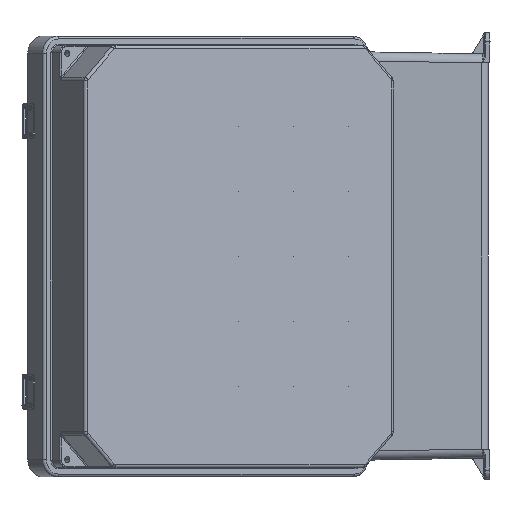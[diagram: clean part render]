
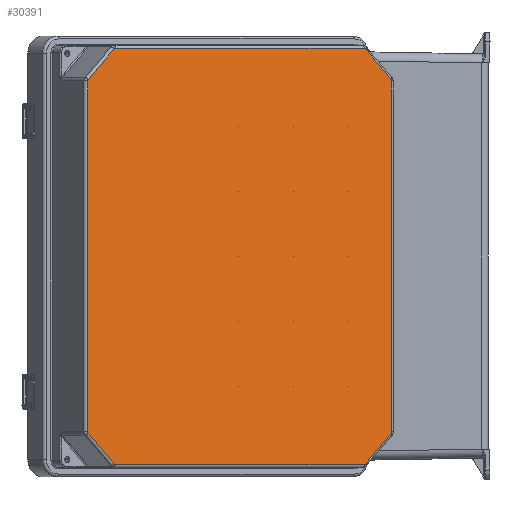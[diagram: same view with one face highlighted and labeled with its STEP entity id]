
A CAD part, left-side view. The second image highlights one B-rep face of the part: STEP entity #30391.
In plain terms, the highlighted face is planar.
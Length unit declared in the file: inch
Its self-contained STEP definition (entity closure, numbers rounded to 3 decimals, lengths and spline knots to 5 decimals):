
#271 = CARTESIAN_POINT ( 'NONE',  ( 5.1533, 3.24803, -14.87064 ) ) ;
#1021 = AXIS2_PLACEMENT_3D ( 'NONE', #33609, #15960, #36574 ) ;
#1104 = CARTESIAN_POINT ( 'NONE',  ( -6.21316, 3.24803, -1.50418 ) ) ;
#1463 = CARTESIAN_POINT ( 'NONE',  ( -6.21316, 3.24803, -1.50418 ) ) ;
#1475 = CARTESIAN_POINT ( 'NONE',  ( 5.09763, 3.24803, -0.42126 ) ) ;
#2090 = DIRECTION ( 'NONE',  ( 0., -1., 0. ) ) ;
#2152 = EDGE_CURVE ( 'NONE', #32030, #4796, #20961, .T. ) ;
#2525 = VECTOR ( 'NONE', #21538, 39.37008 ) ;
#3233 = AXIS2_PLACEMENT_3D ( 'NONE', #10277, #30876, #13262 ) ;
#4184 = VECTOR ( 'NONE', #16192, 39.37008 ) ;
#4796 = VERTEX_POINT ( 'NONE', #26902 ) ;
#5755 = CARTESIAN_POINT ( 'NONE',  ( 6.23622, 3.24803, -7.65748 ) ) ;
#5966 = CARTESIAN_POINT ( 'NONE',  ( 0., 3.24803, -0.32283 ) ) ;
#6333 = VERTEX_POINT ( 'NONE', #29503 ) ;
#6376 = CARTESIAN_POINT ( 'NONE',  ( -6.15748, 3.24803, -13.75511 ) ) ;
#6439 = ORIENTED_EDGE ( 'NONE', *, *, #17013, .F. ) ;
#6729 = VERTEX_POINT ( 'NONE', #36610 ) ;
#7236 = CARTESIAN_POINT ( 'NONE',  ( -5.1533, 3.24803, -14.87064 ) ) ;
#7482 = EDGE_CURVE ( 'NONE', #31454, #11500, #22993, .T. ) ;
#7490 = ORIENTED_EDGE ( 'NONE', *, *, #18258, .F. ) ;
#7560 = VECTOR ( 'NONE', #34449, 39.37008 ) ;
#7738 = LINE ( 'NONE', #31482, #7560 ) ;
#8277 = DIRECTION ( 'NONE',  ( 0., -1., 0. ) ) ;
#8738 = DIRECTION ( 'NONE',  ( 0.707, 0., 0.707 ) ) ;
#8814 = ORIENTED_EDGE ( 'NONE', *, *, #37108, .T. ) ;
#9334 = DIRECTION ( 'NONE',  ( 0., 0., -1. ) ) ;
#10193 = VERTEX_POINT ( 'NONE', #30238 ) ;
#10207 = CARTESIAN_POINT ( 'NONE',  ( -5.09763, 3.24803, -14.81496 ) ) ;
#10277 = CARTESIAN_POINT ( 'NONE',  ( 5.09763, 3.24803, -0.5 ) ) ;
#10365 = AXIS2_PLACEMENT_3D ( 'NONE', #10207, #30804, #13185 ) ;
#10485 = ORIENTED_EDGE ( 'NONE', *, *, #34745, .T. ) ;
#10950 = CIRCLE ( 'NONE', #28561, 0.07874 ) ;
#11054 = DIRECTION ( 'NONE',  ( 0.707, 0., -0.707 ) ) ;
#11069 = FACE_OUTER_BOUND ( 'NONE', #11613, .T. ) ;
#11283 = CARTESIAN_POINT ( 'NONE',  ( 5.09763, 3.24803, -14.8937 ) ) ;
#11432 = VERTEX_POINT ( 'NONE', #18124 ) ;
#11500 = VERTEX_POINT ( 'NONE', #21339 ) ;
#11613 = EDGE_LOOP ( 'NONE', ( #10485, #24441, #17321, #16838, #6439, #31396, #14150, #8814, #33309, #7490, #18881, #12956, #12586, #13182, #16694, #18591 ) ) ;
#11696 = CARTESIAN_POINT ( 'NONE',  ( 5.1533, 3.24803, -0.44432 ) ) ;
#11739 = AXIS2_PLACEMENT_3D ( 'NONE', #16421, #37054, #19401 ) ;
#11873 = DIRECTION ( 'NONE',  ( 0., 1., 0. ) ) ;
#12205 = CARTESIAN_POINT ( 'NONE',  ( -5.1533, 3.24803, -0.44432 ) ) ;
#12531 = CARTESIAN_POINT ( 'NONE',  ( 5.09763, 3.24803, -14.8937 ) ) ;
#12586 = ORIENTED_EDGE ( 'NONE', *, *, #16474, .F. ) ;
#12915 = VECTOR ( 'NONE', #11054, 39.37008 ) ;
#12956 = ORIENTED_EDGE ( 'NONE', *, *, #25096, .F. ) ;
#13126 = EDGE_CURVE ( 'NONE', #6333, #6729, #37158, .T. ) ;
#13182 = ORIENTED_EDGE ( 'NONE', *, *, #2152, .T. ) ;
#13185 = DIRECTION ( 'NONE',  ( 0., 0., -1. ) ) ;
#13262 = DIRECTION ( 'NONE',  ( 0., 0., 1. ) ) ;
#13401 = EDGE_CURVE ( 'NONE', #23322, #20201, #35050, .T. ) ;
#13498 = AXIS2_PLACEMENT_3D ( 'NONE', #19754, #2090, #22719 ) ;
#14150 = ORIENTED_EDGE ( 'NONE', *, *, #13401, .T. ) ;
#14319 = AXIS2_PLACEMENT_3D ( 'NONE', #6376, #26972, #9334 ) ;
#14449 = CARTESIAN_POINT ( 'NONE',  ( 6.15748, 3.24803, -13.75511 ) ) ;
#14580 = CIRCLE ( 'NONE', #13498, 0.07874 ) ;
#14868 = EDGE_CURVE ( 'NONE', #16877, #10193, #26499, .T. ) ;
#15195 = AXIS2_PLACEMENT_3D ( 'NONE', #5966, #11873, #32465 ) ;
#15960 = DIRECTION ( 'NONE',  ( 0., 1., 0. ) ) ;
#16192 = DIRECTION ( 'NONE',  ( -0.707, 0., 0.707 ) ) ;
#16421 = CARTESIAN_POINT ( 'NONE',  ( -5.09763, 3.24803, -0.5 ) ) ;
#16474 = EDGE_CURVE ( 'NONE', #32030, #31038, #18010, .T. ) ;
#16694 = ORIENTED_EDGE ( 'NONE', *, *, #34094, .T. ) ;
#16838 = ORIENTED_EDGE ( 'NONE', *, *, #7482, .F. ) ;
#16877 = VERTEX_POINT ( 'NONE', #1463 ) ;
#17013 = EDGE_CURVE ( 'NONE', #20813, #31454, #14580, .T. ) ;
#17321 = ORIENTED_EDGE ( 'NONE', *, *, #31916, .F. ) ;
#17396 = DIRECTION ( 'NONE',  ( 0., 0., -1. ) ) ;
#17775 = CARTESIAN_POINT ( 'NONE',  ( -5.09763, 3.24803, -0.42126 ) ) ;
#18010 = CIRCLE ( 'NONE', #11739, 0.07874 ) ;
#18124 = CARTESIAN_POINT ( 'NONE',  ( -6.23622, 3.24803, -13.75511 ) ) ;
#18258 = EDGE_CURVE ( 'NONE', #10193, #11432, #7738, .T. ) ;
#18591 = ORIENTED_EDGE ( 'NONE', *, *, #30810, .T. ) ;
#18881 = ORIENTED_EDGE ( 'NONE', *, *, #14868, .F. ) ;
#19351 = CARTESIAN_POINT ( 'NONE',  ( 6.21316, 3.24803, -1.50418 ) ) ;
#19401 = DIRECTION ( 'NONE',  ( 0., 0., 1. ) ) ;
#19754 = CARTESIAN_POINT ( 'NONE',  ( 5.09763, 3.24803, -14.81496 ) ) ;
#20201 = VERTEX_POINT ( 'NONE', #7236 ) ;
#20411 = DIRECTION ( 'NONE',  ( 0., 0., -1. ) ) ;
#20625 = PLANE ( 'NONE',  #15195 ) ;
#20813 = VERTEX_POINT ( 'NONE', #11283 ) ;
#20954 = VECTOR ( 'NONE', #30586, 39.37008 ) ;
#20961 = LINE ( 'NONE', #1475, #20954 ) ;
#21339 = CARTESIAN_POINT ( 'NONE',  ( 6.21316, 3.24803, -13.81078 ) ) ;
#21538 = DIRECTION ( 'NONE',  ( 1., 0., 0. ) ) ;
#21558 = AXIS2_PLACEMENT_3D ( 'NONE', #25913, #8277, #28879 ) ;
#21730 = DIRECTION ( 'NONE',  ( -0.707, 0., -0.707 ) ) ;
#22063 = CARTESIAN_POINT ( 'NONE',  ( -6.21316, 3.24803, -13.81078 ) ) ;
#22364 = LINE ( 'NONE', #1104, #23316 ) ;
#22719 = DIRECTION ( 'NONE',  ( 0., 0., -1. ) ) ;
#22984 = VECTOR ( 'NONE', #8738, 39.37008 ) ;
#22993 = LINE ( 'NONE', #38097, #22984 ) ;
#23316 = VECTOR ( 'NONE', #21730, 39.37008 ) ;
#23322 = VERTEX_POINT ( 'NONE', #37959 ) ;
#24441 = ORIENTED_EDGE ( 'NONE', *, *, #13126, .T. ) ;
#25096 = EDGE_CURVE ( 'NONE', #31038, #16877, #22364, .T. ) ;
#25547 = CIRCLE ( 'NONE', #1021, 0.07874 ) ;
#25913 = CARTESIAN_POINT ( 'NONE',  ( -6.15748, 3.24803, -1.55985 ) ) ;
#26499 = CIRCLE ( 'NONE', #21558, 0.07874 ) ;
#26902 = CARTESIAN_POINT ( 'NONE',  ( 5.09763, 3.24803, -0.42126 ) ) ;
#26965 = LINE ( 'NONE', #12531, #2525 ) ;
#26972 = DIRECTION ( 'NONE',  ( 0., 1., 0. ) ) ;
#28476 = EDGE_CURVE ( 'NONE', #28722, #11432, #36975, .T. ) ;
#28561 = AXIS2_PLACEMENT_3D ( 'NONE', #14449, #35046, #17396 ) ;
#28722 = VERTEX_POINT ( 'NONE', #22063 ) ;
#28879 = DIRECTION ( 'NONE',  ( 0., 0., 1. ) ) ;
#29445 = VERTEX_POINT ( 'NONE', #11696 ) ;
#29503 = CARTESIAN_POINT ( 'NONE',  ( 6.23622, 3.24803, -1.55985 ) ) ;
#30238 = CARTESIAN_POINT ( 'NONE',  ( -6.23622, 3.24803, -1.55985 ) ) ;
#30391 = ADVANCED_FACE ( 'NONE', ( #11069 ), #20625, .T. ) ;
#30396 = LINE ( 'NONE', #31665, #12915 ) ;
#30586 = DIRECTION ( 'NONE',  ( 1., 0., 0. ) ) ;
#30804 = DIRECTION ( 'NONE',  ( 0., 1., 0. ) ) ;
#30810 = EDGE_CURVE ( 'NONE', #29445, #31706, #30396, .T. ) ;
#30876 = DIRECTION ( 'NONE',  ( 0., 1., 0. ) ) ;
#31038 = VERTEX_POINT ( 'NONE', #12205 ) ;
#31396 = ORIENTED_EDGE ( 'NONE', *, *, #33515, .F. ) ;
#31454 = VERTEX_POINT ( 'NONE', #271 ) ;
#31482 = CARTESIAN_POINT ( 'NONE',  ( -6.23622, 3.24803, -7.65748 ) ) ;
#31665 = CARTESIAN_POINT ( 'NONE',  ( 6.21316, 3.24803, -1.50418 ) ) ;
#31706 = VERTEX_POINT ( 'NONE', #19351 ) ;
#31916 = EDGE_CURVE ( 'NONE', #11500, #6729, #10950, .T. ) ;
#32030 = VERTEX_POINT ( 'NONE', #17775 ) ;
#32465 = DIRECTION ( 'NONE',  ( 0., 0., 1. ) ) ;
#33309 = ORIENTED_EDGE ( 'NONE', *, *, #28476, .T. ) ;
#33515 = EDGE_CURVE ( 'NONE', #23322, #20813, #26965, .T. ) ;
#33609 = CARTESIAN_POINT ( 'NONE',  ( 6.15748, 3.24803, -1.55985 ) ) ;
#34094 = EDGE_CURVE ( 'NONE', #4796, #29445, #35676, .T. ) ;
#34449 = DIRECTION ( 'NONE',  ( 0., 0., -1. ) ) ;
#34582 = LINE ( 'NONE', #36817, #4184 ) ;
#34745 = EDGE_CURVE ( 'NONE', #31706, #6333, #25547, .T. ) ;
#35046 = DIRECTION ( 'NONE',  ( 0., -1., 0. ) ) ;
#35050 = CIRCLE ( 'NONE', #10365, 0.07874 ) ;
#35676 = CIRCLE ( 'NONE', #3233, 0.07874 ) ;
#36574 = DIRECTION ( 'NONE',  ( 0., 0., 1. ) ) ;
#36610 = CARTESIAN_POINT ( 'NONE',  ( 6.23622, 3.24803, -13.75511 ) ) ;
#36817 = CARTESIAN_POINT ( 'NONE',  ( -6.21316, 3.24803, -13.81078 ) ) ;
#36975 = CIRCLE ( 'NONE', #14319, 0.07874 ) ;
#37054 = DIRECTION ( 'NONE',  ( 0., -1., 0. ) ) ;
#37060 = VECTOR ( 'NONE', #20411, 39.37008 ) ;
#37108 = EDGE_CURVE ( 'NONE', #20201, #28722, #34582, .T. ) ;
#37158 = LINE ( 'NONE', #5755, #37060 ) ;
#37959 = CARTESIAN_POINT ( 'NONE',  ( -5.09763, 3.24803, -14.8937 ) ) ;
#38097 = CARTESIAN_POINT ( 'NONE',  ( 6.21316, 3.24803, -13.81078 ) ) ;
